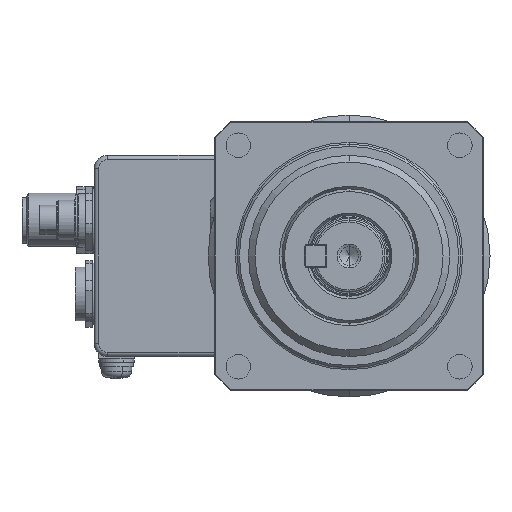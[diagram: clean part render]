
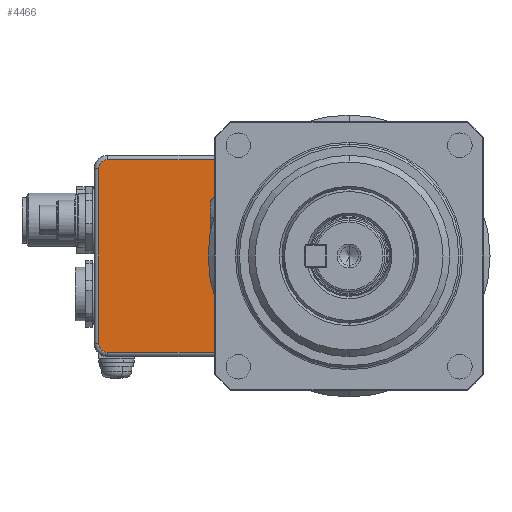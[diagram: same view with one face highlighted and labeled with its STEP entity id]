
A CAD part, left-side view. The second image highlights one B-rep face of the part: STEP entity #4466.
In plain terms, the highlighted planar face has unit normal (-1, 0, 0).
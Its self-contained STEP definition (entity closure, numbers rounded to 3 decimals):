
#146 = CARTESIAN_POINT ( 'NONE',  ( -47., 57.5, -50. ) ) ;
#4160 = CARTESIAN_POINT ( 'NONE',  ( -47., 84.5, -9. ) ) ;
#4466 = ADVANCED_FACE ( 'NONE', ( #49161 ), #26867, .F. ) ;
#8019 = CARTESIAN_POINT ( 'NONE',  ( -47., 0., 0. ) ) ;
#11387 = EDGE_CURVE ( 'NONE', #132063, #125257, #90602, .T. ) ;
#15481 = CIRCLE ( 'NONE', #44678, 2. ) ;
#21578 = LINE ( 'NONE', #72029, #124979 ) ;
#23040 = CARTESIAN_POINT ( 'NONE',  ( -47., 82.5, -9. ) ) ;
#26867 = PLANE ( 'NONE',  #98081 ) ;
#27014 = LINE ( 'NONE', #108739, #69557 ) ;
#27335 = VERTEX_POINT ( 'NONE', #146 ) ;
#27693 = LINE ( 'NONE', #75267, #75227 ) ;
#29251 = CARTESIAN_POINT ( 'NONE',  ( -47., 57.5, -7. ) ) ;
#31893 = CARTESIAN_POINT ( 'NONE',  ( -47., 82.5, -48. ) ) ;
#37842 = DIRECTION ( 'NONE',  ( 1., 0., 0. ) ) ;
#38437 = ORIENTED_EDGE ( 'NONE', *, *, #71534, .T. ) ;
#38774 = CARTESIAN_POINT ( 'NONE',  ( -47., 84.5, 0. ) ) ;
#41567 = ORIENTED_EDGE ( 'NONE', *, *, #68347, .T. ) ;
#42414 = ORIENTED_EDGE ( 'NONE', *, *, #11387, .T. ) ;
#44678 = AXIS2_PLACEMENT_3D ( 'NONE', #23040, #55954, #106443 ) ;
#49161 = FACE_OUTER_BOUND ( 'NONE', #90567, .T. ) ;
#55954 = DIRECTION ( 'NONE',  ( -1., 0., 0. ) ) ;
#56527 = EDGE_CURVE ( 'NONE', #125257, #27335, #27693, .T. ) ;
#63492 = CARTESIAN_POINT ( 'NONE',  ( -47., 82.5, -7. ) ) ;
#68347 = EDGE_CURVE ( 'NONE', #114421, #132063, #131253, .T. ) ;
#69557 = VECTOR ( 'NONE', #109186, 1000. ) ;
#71534 = EDGE_CURVE ( 'NONE', #110510, #108571, #21578, .T. ) ;
#72029 = CARTESIAN_POINT ( 'NONE',  ( -47., 82.5, -7. ) ) ;
#72127 = VECTOR ( 'NONE', #91417, 1000. ) ;
#74809 = EDGE_CURVE ( 'NONE', #108571, #114421, #15481, .T. ) ;
#75227 = VECTOR ( 'NONE', #117976, 1000. ) ;
#75267 = CARTESIAN_POINT ( 'NONE',  ( -47., 0., -50. ) ) ;
#85643 = AXIS2_PLACEMENT_3D ( 'NONE', #31893, #105164, #104706 ) ;
#90559 = CARTESIAN_POINT ( 'NONE',  ( -47., 84.5, -48. ) ) ;
#90567 = EDGE_LOOP ( 'NONE', ( #42414, #112652, #105401, #38437, #92528, #41567 ) ) ;
#90602 = CIRCLE ( 'NONE', #85643, 2. ) ;
#91417 = DIRECTION ( 'NONE',  ( 0., 0., -1. ) ) ;
#92528 = ORIENTED_EDGE ( 'NONE', *, *, #74809, .T. ) ;
#98081 = AXIS2_PLACEMENT_3D ( 'NONE', #8019, #37842, #133181 ) ;
#104305 = CARTESIAN_POINT ( 'NONE',  ( -47., 82.5, -50. ) ) ;
#104706 = DIRECTION ( 'NONE',  ( 0., 0., -1. ) ) ;
#105164 = DIRECTION ( 'NONE',  ( -1., 0., 0. ) ) ;
#105401 = ORIENTED_EDGE ( 'NONE', *, *, #107621, .F. ) ;
#106443 = DIRECTION ( 'NONE',  ( 0., 0., -1. ) ) ;
#107621 = EDGE_CURVE ( 'NONE', #110510, #27335, #27014, .T. ) ;
#108571 = VERTEX_POINT ( 'NONE', #63492 ) ;
#108739 = CARTESIAN_POINT ( 'NONE',  ( -47., 57.5, 0. ) ) ;
#109186 = DIRECTION ( 'NONE',  ( 0., 0., -1. ) ) ;
#110510 = VERTEX_POINT ( 'NONE', #29251 ) ;
#112652 = ORIENTED_EDGE ( 'NONE', *, *, #56527, .T. ) ;
#112922 = DIRECTION ( 'NONE',  ( 0., 1., 0. ) ) ;
#114421 = VERTEX_POINT ( 'NONE', #4160 ) ;
#117976 = DIRECTION ( 'NONE',  ( 0., -1., 0. ) ) ;
#124979 = VECTOR ( 'NONE', #112922, 1000. ) ;
#125257 = VERTEX_POINT ( 'NONE', #104305 ) ;
#131253 = LINE ( 'NONE', #38774, #72127 ) ;
#132063 = VERTEX_POINT ( 'NONE', #90559 ) ;
#133181 = DIRECTION ( 'NONE',  ( 0., 0., -1. ) ) ;
